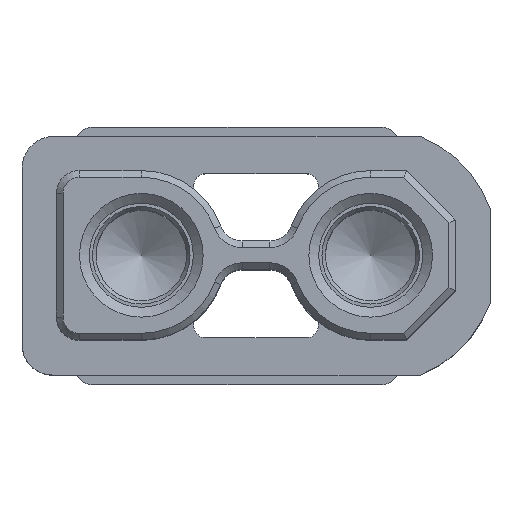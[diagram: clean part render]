
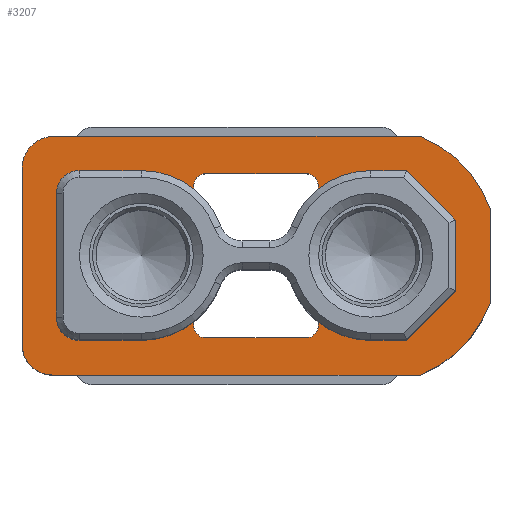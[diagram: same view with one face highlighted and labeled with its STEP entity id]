
A CAD part, top view. The second image highlights one B-rep face of the part: STEP entity #3207.
In plain terms, the highlighted planar face has unit normal (0, 0, 1).
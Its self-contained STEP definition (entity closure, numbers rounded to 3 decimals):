
#51=PLANE('',#3370);
#138=LINE('',#4332,#360);
#142=LINE('',#4341,#364);
#146=LINE('',#4350,#368);
#150=LINE('',#4359,#372);
#160=LINE('',#4411,#382);
#161=LINE('',#4415,#383);
#162=LINE('',#4419,#384);
#163=LINE('',#4423,#385);
#164=LINE('',#4427,#386);
#165=LINE('',#4431,#387);
#166=LINE('',#4435,#388);
#167=LINE('',#4439,#389);
#168=LINE('',#4441,#390);
#169=LINE('',#4443,#391);
#170=LINE('',#4445,#392);
#171=LINE('',#4447,#393);
#172=LINE('',#4451,#394);
#173=LINE('',#4455,#395);
#360=VECTOR('',#3617,1000.);
#364=VECTOR('',#3623,1000.);
#368=VECTOR('',#3629,1000.);
#372=VECTOR('',#3635,1000.);
#382=VECTOR('',#3695,1000.);
#383=VECTOR('',#3698,1000.);
#384=VECTOR('',#3701,1000.);
#385=VECTOR('',#3704,1000.);
#386=VECTOR('',#3707,1000.);
#387=VECTOR('',#3710,1000.);
#388=VECTOR('',#3713,1000.);
#389=VECTOR('',#3716,1000.);
#390=VECTOR('',#3717,1000.);
#391=VECTOR('',#3718,1000.);
#392=VECTOR('',#3719,1000.);
#393=VECTOR('',#3720,1000.);
#394=VECTOR('',#3723,1000.);
#395=VECTOR('',#3726,1000.);
#642=ORIENTED_EDGE('',*,*,#1259,.F.);
#643=ORIENTED_EDGE('',*,*,#1238,.F.);
#644=ORIENTED_EDGE('',*,*,#1253,.F.);
#645=ORIENTED_EDGE('',*,*,#1242,.F.);
#646=ORIENTED_EDGE('',*,*,#1255,.F.);
#647=ORIENTED_EDGE('',*,*,#1246,.F.);
#648=ORIENTED_EDGE('',*,*,#1257,.F.);
#649=ORIENTED_EDGE('',*,*,#1250,.F.);
#650=ORIENTED_EDGE('',*,*,#1278,.T.);
#651=ORIENTED_EDGE('',*,*,#1279,.T.);
#652=ORIENTED_EDGE('',*,*,#1280,.T.);
#653=ORIENTED_EDGE('',*,*,#1281,.T.);
#654=ORIENTED_EDGE('',*,*,#1282,.T.);
#655=ORIENTED_EDGE('',*,*,#1283,.T.);
#656=ORIENTED_EDGE('',*,*,#1284,.T.);
#657=ORIENTED_EDGE('',*,*,#1285,.T.);
#658=ORIENTED_EDGE('',*,*,#1286,.T.);
#659=ORIENTED_EDGE('',*,*,#1287,.F.);
#660=ORIENTED_EDGE('',*,*,#1288,.F.);
#661=ORIENTED_EDGE('',*,*,#1289,.F.);
#662=ORIENTED_EDGE('',*,*,#1290,.F.);
#663=ORIENTED_EDGE('',*,*,#1291,.F.);
#664=ORIENTED_EDGE('',*,*,#1292,.T.);
#665=ORIENTED_EDGE('',*,*,#1293,.T.);
#666=ORIENTED_EDGE('',*,*,#1294,.T.);
#667=ORIENTED_EDGE('',*,*,#1295,.T.);
#668=ORIENTED_EDGE('',*,*,#1296,.T.);
#669=ORIENTED_EDGE('',*,*,#1297,.T.);
#670=ORIENTED_EDGE('',*,*,#1298,.T.);
#671=ORIENTED_EDGE('',*,*,#1299,.T.);
#672=ORIENTED_EDGE('',*,*,#1300,.T.);
#673=ORIENTED_EDGE('',*,*,#1301,.T.);
#1238=EDGE_CURVE('',#1562,#1563,#138,.T.);
#1242=EDGE_CURVE('',#1566,#1567,#142,.T.);
#1246=EDGE_CURVE('',#1570,#1571,#146,.T.);
#1250=EDGE_CURVE('',#1574,#1575,#150,.T.);
#1253=EDGE_CURVE('',#1567,#1562,#1765,.T.);
#1255=EDGE_CURVE('',#1571,#1566,#1767,.T.);
#1257=EDGE_CURVE('',#1575,#1570,#1769,.T.);
#1259=EDGE_CURVE('',#1563,#1574,#1771,.T.);
#1278=EDGE_CURVE('',#1590,#1591,#1782,.T.);
#1279=EDGE_CURVE('',#1591,#1592,#160,.T.);
#1280=EDGE_CURVE('',#1592,#1593,#1783,.T.);
#1281=EDGE_CURVE('',#1593,#1594,#161,.T.);
#1282=EDGE_CURVE('',#1594,#1595,#1784,.T.);
#1283=EDGE_CURVE('',#1595,#1596,#162,.T.);
#1284=EDGE_CURVE('',#1596,#1597,#1785,.T.);
#1285=EDGE_CURVE('',#1597,#1598,#163,.T.);
#1286=EDGE_CURVE('',#1598,#1599,#1786,.T.);
#1287=EDGE_CURVE('',#1600,#1599,#164,.T.);
#1288=EDGE_CURVE('',#1601,#1600,#1787,.T.);
#1289=EDGE_CURVE('',#1602,#1601,#165,.T.);
#1290=EDGE_CURVE('',#1603,#1602,#1788,.T.);
#1291=EDGE_CURVE('',#1604,#1603,#166,.T.);
#1292=EDGE_CURVE('',#1604,#1605,#1789,.T.);
#1293=EDGE_CURVE('',#1605,#1606,#167,.T.);
#1294=EDGE_CURVE('',#1606,#1607,#168,.T.);
#1295=EDGE_CURVE('',#1607,#1608,#169,.T.);
#1296=EDGE_CURVE('',#1608,#1609,#170,.T.);
#1297=EDGE_CURVE('',#1609,#1610,#171,.T.);
#1298=EDGE_CURVE('',#1610,#1611,#1790,.T.);
#1299=EDGE_CURVE('',#1611,#1612,#172,.T.);
#1300=EDGE_CURVE('',#1612,#1613,#1791,.T.);
#1301=EDGE_CURVE('',#1613,#1590,#173,.T.);
#1562=VERTEX_POINT('',#4331);
#1563=VERTEX_POINT('',#4333);
#1566=VERTEX_POINT('',#4340);
#1567=VERTEX_POINT('',#4342);
#1570=VERTEX_POINT('',#4349);
#1571=VERTEX_POINT('',#4351);
#1574=VERTEX_POINT('',#4358);
#1575=VERTEX_POINT('',#4360);
#1590=VERTEX_POINT('',#4409);
#1591=VERTEX_POINT('',#4410);
#1592=VERTEX_POINT('',#4412);
#1593=VERTEX_POINT('',#4414);
#1594=VERTEX_POINT('',#4416);
#1595=VERTEX_POINT('',#4418);
#1596=VERTEX_POINT('',#4420);
#1597=VERTEX_POINT('',#4422);
#1598=VERTEX_POINT('',#4424);
#1599=VERTEX_POINT('',#4426);
#1600=VERTEX_POINT('',#4428);
#1601=VERTEX_POINT('',#4430);
#1602=VERTEX_POINT('',#4432);
#1603=VERTEX_POINT('',#4434);
#1604=VERTEX_POINT('',#4436);
#1605=VERTEX_POINT('',#4438);
#1606=VERTEX_POINT('',#4440);
#1607=VERTEX_POINT('',#4442);
#1608=VERTEX_POINT('',#4444);
#1609=VERTEX_POINT('',#4446);
#1610=VERTEX_POINT('',#4448);
#1611=VERTEX_POINT('',#4450);
#1612=VERTEX_POINT('',#4452);
#1613=VERTEX_POINT('',#4454);
#1765=CIRCLE('',#3349,0.69);
#1767=CIRCLE('',#3352,0.665);
#1769=CIRCLE('',#3355,2.653);
#1771=CIRCLE('',#3358,2.653);
#1782=CIRCLE('',#3371,0.255);
#1783=CIRCLE('',#3372,1.846);
#1784=CIRCLE('',#3373,0.5);
#1785=CIRCLE('',#3374,0.5);
#1786=CIRCLE('',#3375,1.846);
#1787=CIRCLE('',#3376,0.255);
#1788=CIRCLE('',#3377,0.255);
#1789=CIRCLE('',#3378,1.846);
#1790=CIRCLE('',#3379,1.846);
#1791=CIRCLE('',#3380,0.255);
#1880=EDGE_LOOP('',(#642,#643,#644,#645,#646,#647,#648,#649));
#1881=EDGE_LOOP('',(#650,#651,#652,#653,#654,#655,#656,#657,#658,#659,#660,
#661,#662,#663,#664,#665,#666,#667,#668,#669,#670,#671,#672,#673));
#2046=FACE_BOUND('',#1880,.T.);
#2047=FACE_BOUND('',#1881,.T.);
#3207=ADVANCED_FACE('',(#2046,#2047),#51,.F.);
#3349=AXIS2_PLACEMENT_3D('',#4364,#3641,#3642);
#3352=AXIS2_PLACEMENT_3D('',#4367,#3647,#3648);
#3355=AXIS2_PLACEMENT_3D('',#4370,#3653,#3654);
#3358=AXIS2_PLACEMENT_3D('',#4373,#3659,#3660);
#3370=AXIS2_PLACEMENT_3D('',#4407,#3691,#3692);
#3371=AXIS2_PLACEMENT_3D('',#4408,#3693,#3694);
#3372=AXIS2_PLACEMENT_3D('',#4413,#3696,#3697);
#3373=AXIS2_PLACEMENT_3D('',#4417,#3699,#3700);
#3374=AXIS2_PLACEMENT_3D('',#4421,#3702,#3703);
#3375=AXIS2_PLACEMENT_3D('',#4425,#3705,#3706);
#3376=AXIS2_PLACEMENT_3D('',#4429,#3708,#3709);
#3377=AXIS2_PLACEMENT_3D('',#4433,#3711,#3712);
#3378=AXIS2_PLACEMENT_3D('',#4437,#3714,#3715);
#3379=AXIS2_PLACEMENT_3D('',#4449,#3721,#3722);
#3380=AXIS2_PLACEMENT_3D('',#4453,#3724,#3725);
#3617=DIRECTION('',(1.,0.,0.));
#3623=DIRECTION('',(0.,1.,0.));
#3629=DIRECTION('',(-1.,0.,0.));
#3635=DIRECTION('',(0.,-1.,0.));
#3641=DIRECTION('',(0.,0.,-1.));
#3642=DIRECTION('',(1.,0.,0.));
#3647=DIRECTION('',(0.,0.,-1.));
#3648=DIRECTION('',(1.,0.,0.));
#3653=DIRECTION('',(0.,0.,-1.));
#3654=DIRECTION('',(1.,0.,0.));
#3659=DIRECTION('',(0.,0.,-1.));
#3660=DIRECTION('',(1.,0.,0.));
#3691=DIRECTION('',(0.,0.,-1.));
#3692=DIRECTION('',(-1.,0.,0.));
#3693=DIRECTION('',(0.,0.,-1.));
#3694=DIRECTION('',(1.,0.,0.));
#3695=DIRECTION('',(0.,1.,0.));
#3696=DIRECTION('',(0.,0.,-1.));
#3697=DIRECTION('',(1.,0.,0.));
#3698=DIRECTION('',(-1.,0.,0.));
#3699=DIRECTION('',(0.,0.,-1.));
#3700=DIRECTION('',(1.,0.,0.));
#3701=DIRECTION('',(0.,1.,0.));
#3702=DIRECTION('',(0.,0.,-1.));
#3703=DIRECTION('',(1.,0.,0.));
#3704=DIRECTION('',(1.,0.,0.));
#3705=DIRECTION('',(0.,0.,-1.));
#3706=DIRECTION('',(1.,0.,0.));
#3707=DIRECTION('',(0.,-1.,0.));
#3708=DIRECTION('',(0.,0.,1.));
#3709=DIRECTION('',(1.,0.,0.));
#3710=DIRECTION('',(-1.,0.,0.));
#3711=DIRECTION('',(0.,0.,1.));
#3712=DIRECTION('',(1.,0.,0.));
#3713=DIRECTION('',(0.,1.,0.));
#3714=DIRECTION('',(0.,0.,-1.));
#3715=DIRECTION('',(1.,0.,0.));
#3716=DIRECTION('',(1.,0.,0.));
#3717=DIRECTION('',(0.705,-0.709,0.));
#3718=DIRECTION('',(0.,-1.,0.));
#3719=DIRECTION('',(-0.705,-0.709,0.));
#3720=DIRECTION('',(-1.,0.,0.));
#3721=DIRECTION('',(0.,0.,-1.));
#3722=DIRECTION('',(1.,0.,0.));
#3723=DIRECTION('',(0.,-1.,0.));
#3724=DIRECTION('',(0.,0.,-1.));
#3725=DIRECTION('',(1.,0.,0.));
#3726=DIRECTION('',(-1.,0.,0.));
#4331=CARTESIAN_POINT('',(-4.41,2.6,0.));
#4332=CARTESIAN_POINT('',(-4.41,2.6,0.));
#4333=CARTESIAN_POINT('',(3.577,2.6,0.));
#4340=CARTESIAN_POINT('',(-5.1,-1.935,0.));
#4341=CARTESIAN_POINT('',(-5.1,-1.935,0.));
#4342=CARTESIAN_POINT('',(-5.1,1.91,0.));
#4349=CARTESIAN_POINT('',(3.577,-2.6,0.));
#4350=CARTESIAN_POINT('',(3.577,-2.6,0.));
#4351=CARTESIAN_POINT('',(-4.435,-2.6,0.));
#4358=CARTESIAN_POINT('',(5.1,1.032,0.));
#4359=CARTESIAN_POINT('',(5.1,1.032,0.));
#4360=CARTESIAN_POINT('',(5.1,-1.032,0.));
#4364=CARTESIAN_POINT('',(-4.41,1.91,0.));
#4367=CARTESIAN_POINT('',(-4.435,-1.935,0.));
#4370=CARTESIAN_POINT('',(2.604,-0.132,0.));
#4373=CARTESIAN_POINT('',(2.604,0.132,0.));
#4407=CARTESIAN_POINT('',(2.604,0.132,0.));
#4408=CARTESIAN_POINT('',(-1.099,-1.532,0.));
#4409=CARTESIAN_POINT('',(-1.099,-1.787,0.));
#4410=CARTESIAN_POINT('',(-1.354,-1.532,0.));
#4411=CARTESIAN_POINT('',(-1.354,-1.447,0.));
#4412=CARTESIAN_POINT('',(-1.354,-1.447,0.));
#4413=CARTESIAN_POINT('',(-2.5,0.,0.));
#4414=CARTESIAN_POINT('',(-2.5,-1.846,0.));
#4415=CARTESIAN_POINT('',(-2.5,-1.846,0.));
#4416=CARTESIAN_POINT('',(-3.851,-1.846,0.));
#4417=CARTESIAN_POINT('',(-3.851,-1.346,0.));
#4418=CARTESIAN_POINT('',(-4.351,-1.346,0.));
#4419=CARTESIAN_POINT('',(-4.351,-1.346,0.));
#4420=CARTESIAN_POINT('',(-4.351,1.346,0.));
#4421=CARTESIAN_POINT('',(-3.851,1.346,0.));
#4422=CARTESIAN_POINT('',(-3.851,1.846,0.));
#4423=CARTESIAN_POINT('',(-3.851,1.846,0.));
#4424=CARTESIAN_POINT('',(-2.5,1.846,0.));
#4425=CARTESIAN_POINT('',(-2.5,0.,0.));
#4426=CARTESIAN_POINT('',(-1.354,1.447,0.));
#4427=CARTESIAN_POINT('',(-1.354,1.447,0.));
#4428=CARTESIAN_POINT('',(-1.354,1.532,0.));
#4429=CARTESIAN_POINT('',(-1.099,1.532,0.));
#4430=CARTESIAN_POINT('',(-1.099,1.787,0.));
#4431=CARTESIAN_POINT('',(-1.099,1.787,0.));
#4432=CARTESIAN_POINT('',(1.099,1.787,0.));
#4433=CARTESIAN_POINT('',(1.099,1.532,0.));
#4434=CARTESIAN_POINT('',(1.354,1.532,0.));
#4435=CARTESIAN_POINT('',(1.354,1.447,0.));
#4436=CARTESIAN_POINT('',(1.354,1.447,0.));
#4437=CARTESIAN_POINT('',(2.5,0.,0.));
#4438=CARTESIAN_POINT('',(2.5,1.846,0.));
#4439=CARTESIAN_POINT('',(2.5,1.846,0.));
#4440=CARTESIAN_POINT('',(3.28,1.846,0.));
#4441=CARTESIAN_POINT('',(4.351,0.768,0.));
#4442=CARTESIAN_POINT('',(4.351,0.768,0.));
#4443=CARTESIAN_POINT('',(4.351,0.768,0.));
#4444=CARTESIAN_POINT('',(4.351,-0.768,0.));
#4445=CARTESIAN_POINT('',(4.351,-0.768,0.));
#4446=CARTESIAN_POINT('',(3.28,-1.846,0.));
#4447=CARTESIAN_POINT('',(3.28,-1.846,0.));
#4448=CARTESIAN_POINT('',(2.5,-1.846,0.));
#4449=CARTESIAN_POINT('',(2.5,0.,0.));
#4450=CARTESIAN_POINT('',(1.354,-1.447,0.));
#4451=CARTESIAN_POINT('',(1.354,-1.447,0.));
#4452=CARTESIAN_POINT('',(1.354,-1.532,0.));
#4453=CARTESIAN_POINT('',(1.099,-1.532,0.));
#4454=CARTESIAN_POINT('',(1.099,-1.787,0.));
#4455=CARTESIAN_POINT('',(-1.099,-1.787,0.));
